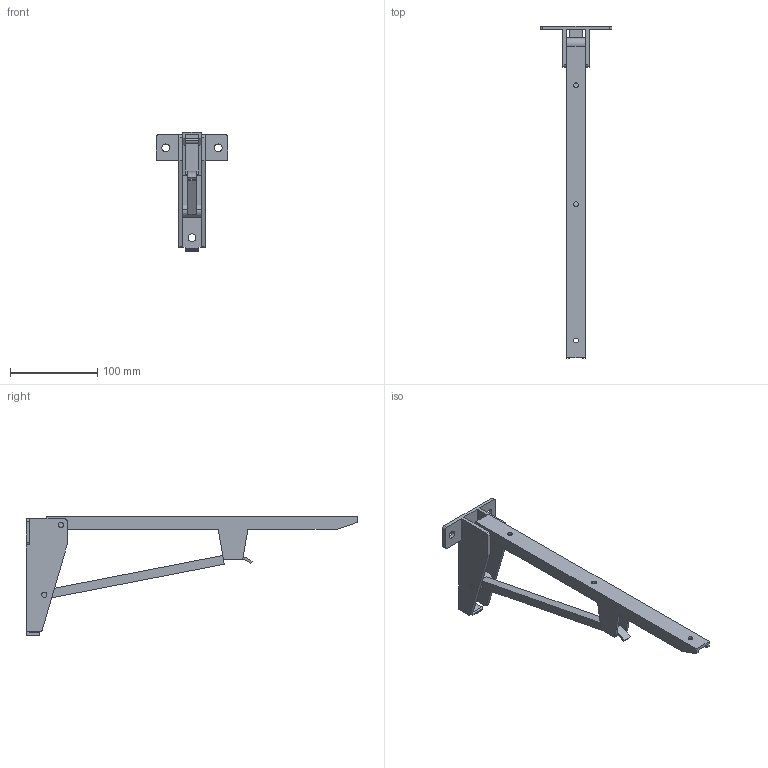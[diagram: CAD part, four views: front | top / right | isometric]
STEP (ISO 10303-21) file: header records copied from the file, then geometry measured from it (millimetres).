
FILE_DESCRIPTION(('STEP AP214'),'1');
FILE_NAME('3021093 Klappkonsole 380.STP','2024-03-04T09:52:55',(' '),(' '),'Spatial InterOp 3D',' ',' ');
FILE_SCHEMA(('AUTOMOTIVE_DESIGN { 1 0 10303 214 1 1 1 1 }'));
Length unit declared in the file: millimetre
Products named in the file (1): 2024_02_20_10_47_22_0132|NULL#2024_02_20_10_47_22_0257;2024_02_20_10_47_22_0257
Bounding box: 82 x 380 x 137 mm (x, y, z)
Volume: 134565.1 mm3; surface area: 80932.3 mm2
Topology: 5 solids, 5 shells, 126 faces, 336 edges, 224 vertices
Faces by surface type: plane 80, cylinder 46
Entity records: 5030 total; most frequent: DIRECTION 694, CARTESIAN_POINT 691, ORIENTED_EDGE 672, EDGE_CURVE 336, LINE 240, VECTOR 240, AXIS2_PLACEMENT_3D 227, VERTEX_POINT 224
